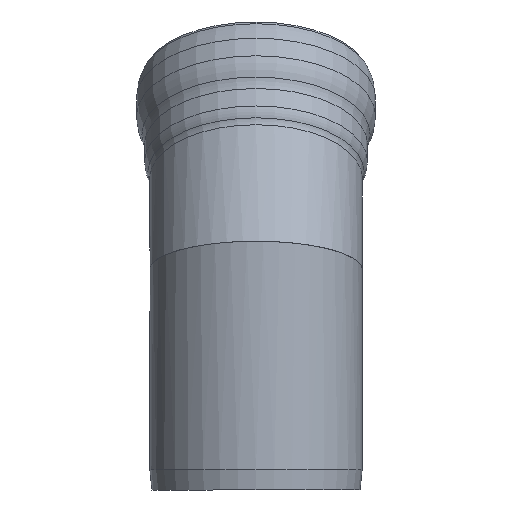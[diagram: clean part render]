
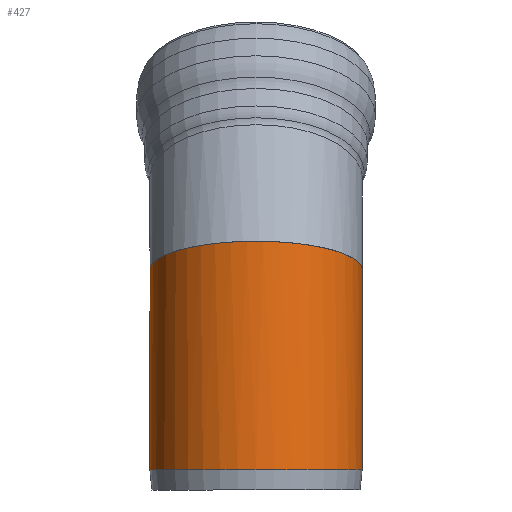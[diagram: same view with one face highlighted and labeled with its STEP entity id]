
A CAD part, left-side view. The second image highlights one B-rep face of the part: STEP entity #427.
In plain terms, the highlighted cylindrical face has radius 795 mm (diameter 1590 mm), a full revolution.
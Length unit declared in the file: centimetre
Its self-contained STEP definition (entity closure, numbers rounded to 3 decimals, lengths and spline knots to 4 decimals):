
#32=ELLIPSE('',#499,82.3045,79.5);
#49=LINE('',#779,#65);
#65=VECTOR('',#646,79.5);
#78=CYLINDRICAL_SURFACE('',#497,79.5);
#100=FACE_OUTER_BOUND('',#127,.T.);
#127=EDGE_LOOP('',(#375,#376,#377,#378));
#173=CIRCLE('',#498,79.5);
#208=VERTEX_POINT('',#776);
#209=VERTEX_POINT('',#778);
#264=EDGE_CURVE('',#208,#208,#173,.T.);
#265=EDGE_CURVE('',#208,#209,#49,.T.);
#266=EDGE_CURVE('',#209,#209,#32,.T.);
#375=ORIENTED_EDGE('',*,*,#264,.F.);
#376=ORIENTED_EDGE('',*,*,#265,.T.);
#377=ORIENTED_EDGE('',*,*,#266,.F.);
#378=ORIENTED_EDGE('',*,*,#265,.F.);
#427=ADVANCED_FACE('',(#100),#78,.T.);
#497=AXIS2_PLACEMENT_3D('',#775,#642,#643);
#498=AXIS2_PLACEMENT_3D('',#777,#644,#645);
#499=AXIS2_PLACEMENT_3D('',#780,#647,#648);
#642=DIRECTION('center_axis',(0.,0.,-1.));
#643=DIRECTION('ref_axis',(0.,1.,0.));
#644=DIRECTION('center_axis',(0.,0.,-1.));
#645=DIRECTION('ref_axis',(1.,0.,0.));
#646=DIRECTION('',(0.,0.,1.));
#647=DIRECTION('center_axis',(0.259,0.,0.966));
#648=DIRECTION('ref_axis',(0.966,0.,-0.259));
#775=CARTESIAN_POINT('Origin',(0.,0.,29.9114));
#776=CARTESIAN_POINT('',(0.,-79.5,15.));
#777=CARTESIAN_POINT('Origin',(0.,0.,15.));
#778=CARTESIAN_POINT('',(0.,-79.5,165.));
#779=CARTESIAN_POINT('',(0.,-79.5,29.9114));
#780=CARTESIAN_POINT('Origin',(0.,0.,165.));
